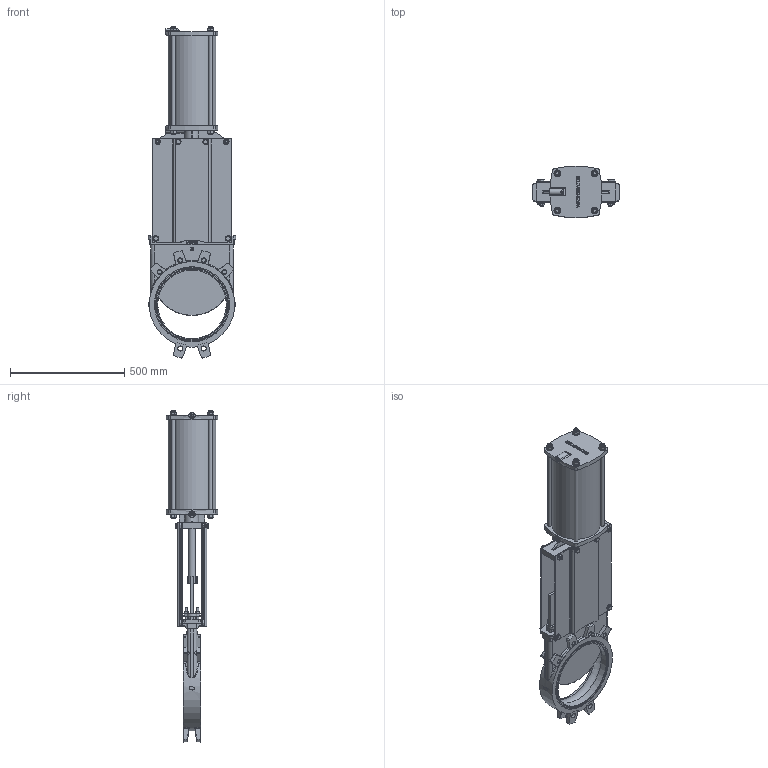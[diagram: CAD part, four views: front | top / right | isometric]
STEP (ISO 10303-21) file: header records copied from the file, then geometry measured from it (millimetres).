
FILE_DESCRIPTION(/* description */ (''),/* implementation_level */ '2;1');
FILE_NAME(/* name */ 'WGP16N-DN300_105812.step',/* time_stamp */ '2025-07-11T10:34:51+02:00',/* author */ (''),/* organization */ (''),/* preprocessor_version */ 'ST-DEVELOPER v20.1',/* originating_system */ 'Autodesk Translation Framework v14.10.0.0',/* authorisation */ '');
FILE_SCHEMA (('AUTOMOTIVE_DESIGN { 1 0 10303 214 3 1 1 }'));
Length unit declared in the file: millimetre
Products named in the file (24): WGP16N-DN300_105812; WGS-BO-GG-SOF-300-K; WGS-KN-xxx-300; WGS-GL-GG-300; local.DIN.162.220.8; local.DIN.126.14.8; WGS-BR-CS-B-300; WGS-BR-CS-F-300; local.DIN.19.219.8; local.DIN.19.238.8; local.DIN.126.15.8; local.DIN.76.54.8; local.DIN.19.217.8; local.DIN.162.250.8; WGS-CO-PD-AL-250-300-K; WGS-PL-PD-AL-300-K; WGS-ST-PD-300; WGS-ZY-AL-200-300A; local.DIN.179.10.8; local.DIN.126.13.8; local.DIN.19.170.9; WGS-ZB-ST-300; local.DIN.162.310.8; local.DIN.126.17.8
Assembly tree (71 placements, depth 2):
  WGP16N-DN300_105812
    WGS-BO-GG-SOF-300-K
    WGS-KN-xxx-300
    WGS-GL-GG-300
    local.DIN.162.220.8  x4
    local.DIN.126.14.8  x4
    WGS-BR-CS-B-300
    WGS-BR-CS-F-300
    local.DIN.19.219.8  x4
    local.DIN.19.238.8  x2
    local.DIN.162.250.8  x12
    local.DIN.126.15.8  x2
    local.DIN.76.54.8  x4
    local.DIN.19.217.8  x4
    WGS-CO-PD-AL-250-300-K
    WGS-PL-PD-AL-300-K
    WGS-ST-PD-300
    WGS-ZY-AL-200-300A
    local.DIN.179.10.8  x2
    local.DIN.126.13.8  x2
    local.DIN.19.170.9  x2
    WGS-ZB-ST-300  x4
    local.DIN.162.310.8  x8
    local.DIN.126.17.8  x8
Bounding box: 382 x 225.24 x 1453.31 mm (x, y, z)
Volume: 13080493.4 mm3; surface area: 2847270.3 mm2
Topology: 71 solids, 71 shells, 1816 faces, 4450 edges, 2860 vertices
Faces by surface type: plane 859, cylinder 467, cone 262, bspline 178, torus 46, sphere 4
Full cylindrical faces by diameter (mm): 6.647 x2, 7.323 x2, 8 x2, 8.2 x4, 8.25 x4, 8.376 x4, 10 x4, 10.106 x16, 10.5 x4, 11.053 x10, 11.4 x2, 11.445 x2, 12 x10, 12.5 x12, 13 x12, 13.835 x8, 14 x3, 15 x8, 16 x4, 16.2 x1, 17 x8, 17.2 x10, 17.294 x8, 20 x4, 22 x4, 24 x12, 27 x1, 30 x9, 35 x1, 174 x1
Entity records: 45870 total; most frequent: CARTESIAN_POINT 12525, ORIENTED_EDGE 6984, DIRECTION 6386, EDGE_CURVE 3492, VERTEX_POINT 2277, AXIS2_PLACEMENT_3D 2226, LINE 1934, VECTOR 1934
